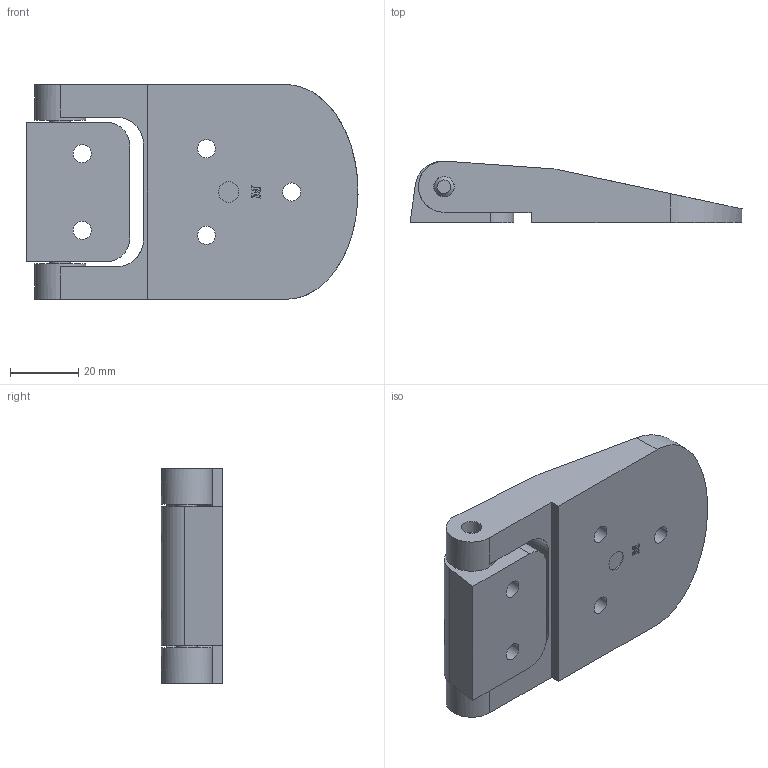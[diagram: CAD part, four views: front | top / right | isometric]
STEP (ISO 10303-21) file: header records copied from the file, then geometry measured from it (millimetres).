
FILE_DESCRIPTION(('STEP AP203'),'1');
FILE_NAME('300.step','2016-06-09T08:07:42',(' '),(' '),'Spatial InterOp 3D',' ',' ');
FILE_SCHEMA(('CONFIG_CONTROL_DESIGN'));
Length unit declared in the file: millimetre
Products named in the file (3): 1; 2; 3
Bounding box: 97.5 x 18 x 63 mm (x, y, z)
Volume: 47371.1 mm3; surface area: 21299.6 mm2
Topology: 3 solids, 3 shells, 201 faces, 488 edges, 297 vertices
Faces by surface type: plane 146, cylinder 46, extrusion 7, cone 2
Full cylindrical faces by diameter (mm): 5.3 x5, 5.95 x1, 6 x3, 6.3 x1, 10.3 x2, 15 x2
Entity records: 6381 total; most frequent: CARTESIAN_POINT 1574, DIRECTION 1001, ORIENTED_EDGE 928, EDGE_CURVE 464, AXIS2_PLACEMENT_3D 358, VERTEX_POINT 289, VECTOR 285, LINE 278
